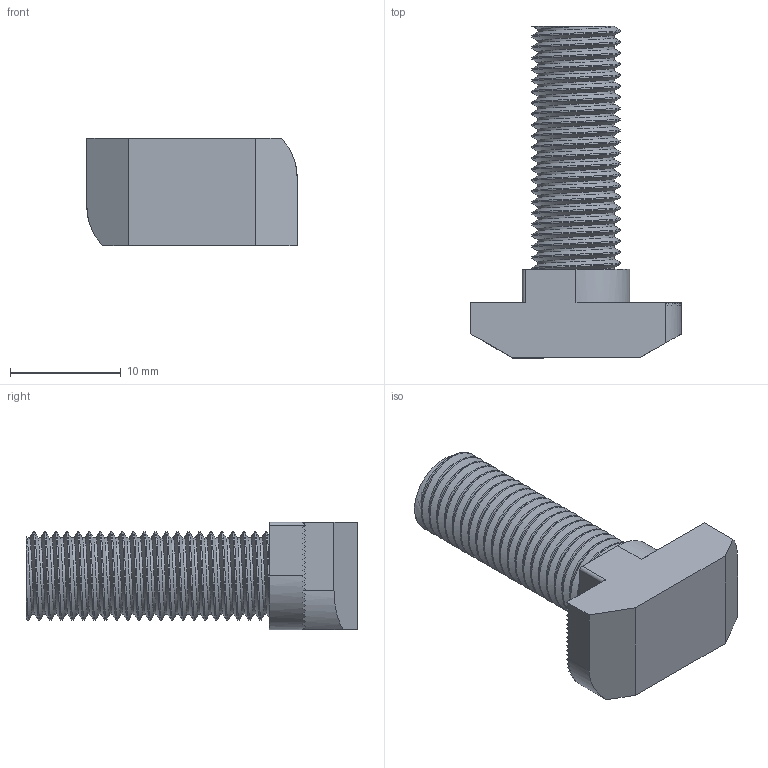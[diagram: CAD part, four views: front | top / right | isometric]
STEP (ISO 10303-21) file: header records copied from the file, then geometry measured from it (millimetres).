
FILE_DESCRIPTION (( 'STEP AP203' ), '1' );
FILE_NAME ('084.301.062.STEP', '2018-03-16T07:53:14', ( '' ), ( '' ), 'SwSTEP 2.0', 'SolidWorks 2016', '' );
FILE_SCHEMA (( 'CONFIG_CONTROL_DESIGN' ));
Length unit declared in the file: millimetre
Products named in the file (1): 084.301.062
Bounding box: 19 x 30 x 9.7 mm (x, y, z)
Volume: 2016.2 mm3; surface area: 1595.1 mm2
Topology: 1 solids, 1 shells, 147 faces, 426 edges, 282 vertices
Faces by surface type: plane 92, cylinder 51, bspline 4
Entity records: 8966 total; most frequent: CARTESIAN_POINT 5532, ORIENTED_EDGE 852, DIRECTION 550, EDGE_CURVE 426, VERTEX_POINT 282, VECTOR 248, LINE 248, AXIS2_PLACEMENT_3D 151
